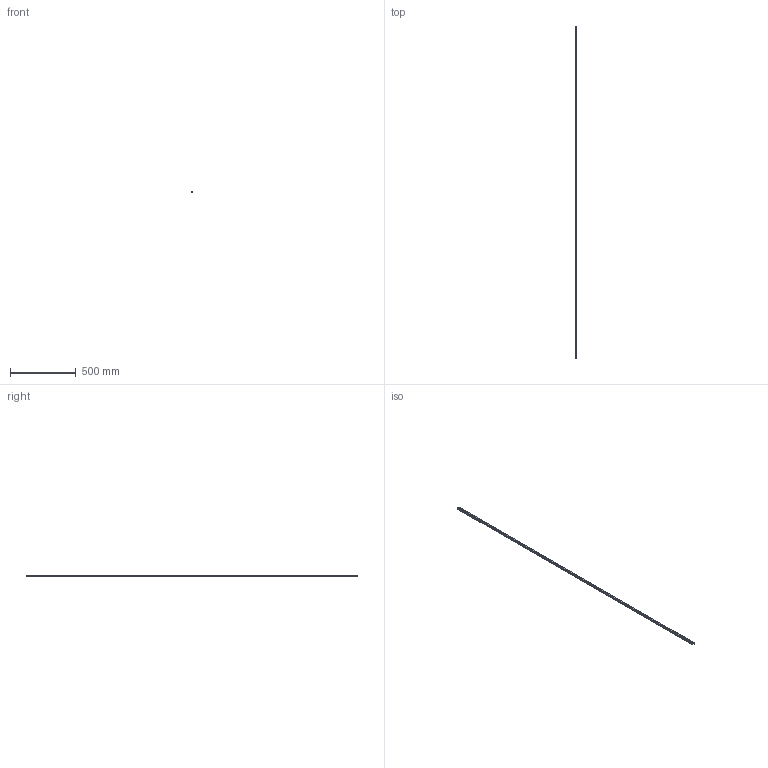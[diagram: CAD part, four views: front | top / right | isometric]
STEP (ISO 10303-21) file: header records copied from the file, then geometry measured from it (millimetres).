
FILE_DESCRIPTION(('STEP AP214'),'1');
FILE_NAME('cctmp_1AF48307-2BFA-4009-B583-0126C5D1B1E1_2021_01_19_13_59_35_0067..stp','2021-01-19T12:59:35',('HIWIN GmbH'),('CADClick - www.CADClick.com'),'Spatial InterOp 3D',' ','unknown authorization');
FILE_SCHEMA(('AUTOMOTIVE_DESIGN'));
Length unit declared in the file: millimetre
Products named in the file (1): HGR15T2520C_FILE
Bounding box: 15 x 2520 x 15 mm (x, y, z)
Volume: 473035.3 mm3; surface area: 159904.7 mm2
Topology: 1 solids, 1 shells, 283 faces, 747 edges, 428 vertices
Faces by surface type: cylinder 110, plane 89, cone 84
Entity records: 10369 total; most frequent: DIRECTION 1451, CARTESIAN_POINT 1375, ORIENTED_EDGE 1326, EDGE_CURVE 663, AXIS2_PLACEMENT_3D 504, LINE 443, VECTOR 443, VERTEX_POINT 428
